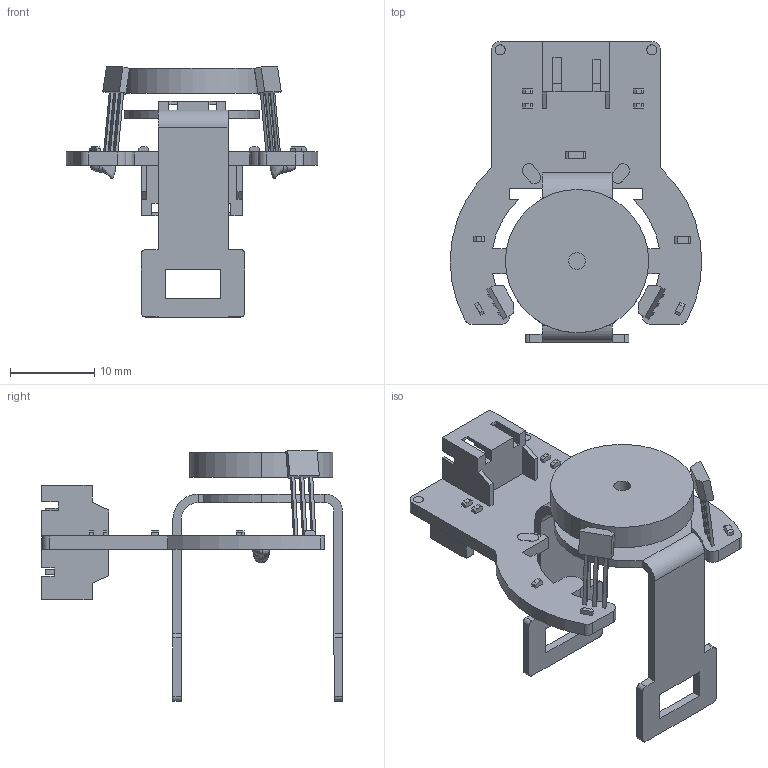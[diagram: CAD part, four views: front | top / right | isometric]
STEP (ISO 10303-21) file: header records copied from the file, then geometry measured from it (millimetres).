
FILE_DESCRIPTION (( 'STEP AP203' ), '1' );
FILE_NAME ('Encoder_Default_sldprt.STEP', '2020-12-03T23:08:02', ( '' ), ( '' ), 'SwSTEP 2.0', 'SolidWorks 2020', '' );
FILE_SCHEMA (( 'CONFIG_CONTROL_DESIGN' ));
Length unit declared in the file: millimetre
Products named in the file (1): Encoder_Default_sldprt
Bounding box: 29.86 x 35.72 x 29.68 mm (x, y, z)
Volume: 2456.8 mm3; surface area: 4649.8 mm2
Topology: 12 solids, 12 shells, 337 faces, 903 edges, 596 vertices
Faces by surface type: plane 258, cylinder 47, bspline 32
Entity records: 17234 total; most frequent: CARTESIAN_POINT 8893, ORIENTED_EDGE 1790, DIRECTION 1533, EDGE_CURVE 895, LINE 733, VECTOR 733, VERTEX_POINT 596, AXIS2_PLACEMENT_3D 400
